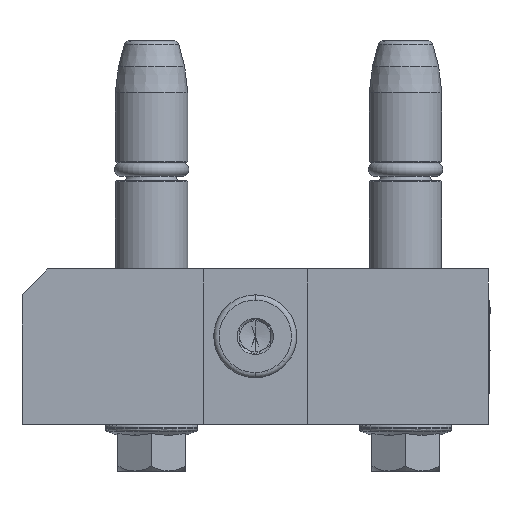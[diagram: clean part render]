
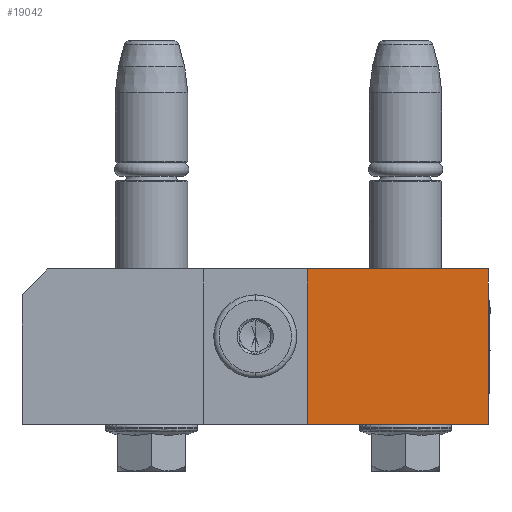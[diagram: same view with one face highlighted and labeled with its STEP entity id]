
A CAD part, front view. The second image highlights one B-rep face of the part: STEP entity #19042.
In plain terms, the highlighted face is planar.
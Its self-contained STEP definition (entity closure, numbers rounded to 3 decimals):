
#694 = VECTOR ( 'NONE', #30092, 1000. ) ;
#1022 = CARTESIAN_POINT ( 'NONE',  ( 143.5, 30., -35. ) ) ;
#3215 = CARTESIAN_POINT ( 'NONE',  ( 143.5, 30., 0. ) ) ;
#4178 = ORIENTED_EDGE ( 'NONE', *, *, #26226, .F. ) ;
#4385 = LINE ( 'NONE', #3215, #36748 ) ;
#4535 = PLANE ( 'NONE',  #33553 ) ;
#5590 = VECTOR ( 'NONE', #30452, 1000. ) ;
#6774 = CARTESIAN_POINT ( 'NONE',  ( 143.5, 30., 0. ) ) ;
#8154 = ORIENTED_EDGE ( 'NONE', *, *, #26203, .T. ) ;
#12755 = VECTOR ( 'NONE', #34125, 1000. ) ;
#15190 = VERTEX_POINT ( 'NONE', #38896 ) ;
#15531 = LINE ( 'NONE', #37266, #5590 ) ;
#16519 = EDGE_LOOP ( 'NONE', ( #34388, #4178, #27796, #8154 ) ) ;
#18044 = VERTEX_POINT ( 'NONE', #1022 ) ;
#19042 = ADVANCED_FACE ( 'NONE', ( #35651 ), #4535, .F. ) ;
#19424 = VERTEX_POINT ( 'NONE', #23327 ) ;
#22143 = LINE ( 'NONE', #29490, #694 ) ;
#23327 = CARTESIAN_POINT ( 'NONE',  ( 143.5, 0., -35. ) ) ;
#24009 = VERTEX_POINT ( 'NONE', #6774 ) ;
#26203 = EDGE_CURVE ( 'NONE', #15190, #19424, #22143, .T. ) ;
#26226 = EDGE_CURVE ( 'NONE', #24009, #18044, #4385, .T. ) ;
#26843 = LINE ( 'NONE', #30785, #12755 ) ;
#27796 = ORIENTED_EDGE ( 'NONE', *, *, #38919, .F. ) ;
#29490 = CARTESIAN_POINT ( 'NONE',  ( 143.5, 0., 0. ) ) ;
#30092 = DIRECTION ( 'NONE',  ( 0., 0., -1. ) ) ;
#30234 = DIRECTION ( 'NONE',  ( 0., 0., -1. ) ) ;
#30452 = DIRECTION ( 'NONE',  ( 0., 1., 0. ) ) ;
#30785 = CARTESIAN_POINT ( 'NONE',  ( 143.5, 30., -35. ) ) ;
#33296 = EDGE_CURVE ( 'NONE', #18044, #19424, #26843, .T. ) ;
#33553 = AXIS2_PLACEMENT_3D ( 'NONE', #37491, #37650, #41309 ) ;
#34125 = DIRECTION ( 'NONE',  ( 0., -1., 0. ) ) ;
#34388 = ORIENTED_EDGE ( 'NONE', *, *, #33296, .F. ) ;
#35651 = FACE_OUTER_BOUND ( 'NONE', #16519, .T. ) ;
#36748 = VECTOR ( 'NONE', #30234, 1000. ) ;
#37266 = CARTESIAN_POINT ( 'NONE',  ( 143.5, 0., 0. ) ) ;
#37491 = CARTESIAN_POINT ( 'NONE',  ( 143.5, 30., -35. ) ) ;
#37650 = DIRECTION ( 'NONE',  ( -1., 0., 0. ) ) ;
#38896 = CARTESIAN_POINT ( 'NONE',  ( 143.5, 0., 0. ) ) ;
#38919 = EDGE_CURVE ( 'NONE', #15190, #24009, #15531, .T. ) ;
#41309 = DIRECTION ( 'NONE',  ( 0., 0., 1. ) ) ;
